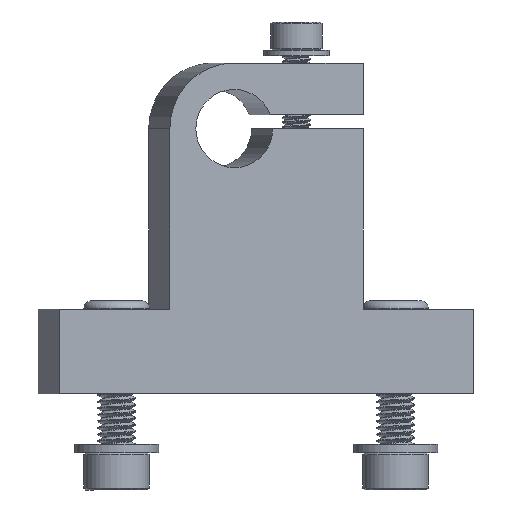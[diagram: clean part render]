
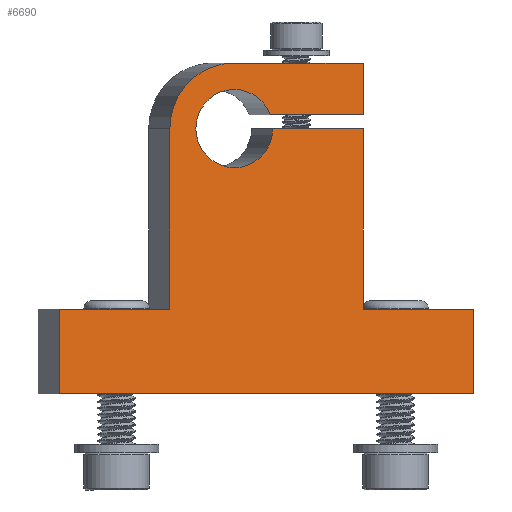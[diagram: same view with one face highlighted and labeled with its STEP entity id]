
A CAD part, left-side view. The second image highlights one B-rep face of the part: STEP entity #6690.
In plain terms, the highlighted face is planar.
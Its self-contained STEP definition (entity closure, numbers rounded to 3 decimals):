
#350=PLANE('',#7382);
#1004=LINE('',#22186,#1416);
#1007=LINE('',#22192,#1419);
#1030=LINE('',#22243,#1442);
#1039=LINE('',#22261,#1451);
#1042=LINE('',#22267,#1454);
#1052=LINE('',#22288,#1464);
#1092=LINE('',#22369,#1504);
#1103=LINE('',#22390,#1515);
#1126=LINE('',#22436,#1538);
#1166=LINE('',#22518,#1578);
#1178=LINE('',#22541,#1590);
#1416=VECTOR('',#8652,1.);
#1419=VECTOR('',#8657,1.);
#1442=VECTOR('',#8700,1.);
#1451=VECTOR('',#8715,1.);
#1454=VECTOR('',#8720,1.);
#1464=VECTOR('',#8732,1.);
#1504=VECTOR('',#8802,1.);
#1515=VECTOR('',#8815,1.);
#1538=VECTOR('',#8854,1.);
#1578=VECTOR('',#8928,1.);
#1590=VECTOR('',#8942,1.);
#2136=FACE_OUTER_BOUND('',#2530,.T.);
#2530=EDGE_LOOP('',(#6297,#6298,#6299,#6300,#6301,#6302,#6303,#6304,#6305,
#6306,#6307,#6308,#6309));
#2730=CIRCLE('',#7314,7.);
#2732=CIRCLE('',#7381,4.178);
#3238=VERTEX_POINT('',#22179);
#3241=VERTEX_POINT('',#22184);
#3243=VERTEX_POINT('',#22190);
#3260=VERTEX_POINT('',#22238);
#3261=VERTEX_POINT('',#22242);
#3265=VERTEX_POINT('',#22255);
#3267=VERTEX_POINT('',#22259);
#3269=VERTEX_POINT('',#22265);
#3278=VERTEX_POINT('',#22285);
#3305=VERTEX_POINT('',#22368);
#3314=VERTEX_POINT('',#22388);
#3328=VERTEX_POINT('',#22432);
#3354=VERTEX_POINT('',#22517);
#4151=EDGE_CURVE('',#3238,#3241,#1004,.T.);
#4154=EDGE_CURVE('',#3241,#3243,#1007,.T.);
#4178=EDGE_CURVE('',#3260,#3243,#2730,.T.);
#4179=EDGE_CURVE('',#3238,#3261,#1030,.T.);
#4188=EDGE_CURVE('',#3265,#3267,#1039,.T.);
#4191=EDGE_CURVE('',#3267,#3269,#1042,.T.);
#4201=EDGE_CURVE('',#3278,#3260,#1052,.T.);
#4241=EDGE_CURVE('',#3305,#3265,#1092,.T.);
#4252=EDGE_CURVE('',#3278,#3314,#1103,.T.);
#4275=EDGE_CURVE('',#3328,#3305,#1126,.T.);
#4315=EDGE_CURVE('',#3328,#3354,#1166,.T.);
#4327=EDGE_CURVE('',#3354,#3314,#1178,.T.);
#4360=EDGE_CURVE('',#3269,#3261,#2732,.T.);
#6297=ORIENTED_EDGE('',*,*,#4360,.T.);
#6298=ORIENTED_EDGE('',*,*,#4179,.F.);
#6299=ORIENTED_EDGE('',*,*,#4151,.T.);
#6300=ORIENTED_EDGE('',*,*,#4154,.T.);
#6301=ORIENTED_EDGE('',*,*,#4178,.F.);
#6302=ORIENTED_EDGE('',*,*,#4201,.F.);
#6303=ORIENTED_EDGE('',*,*,#4252,.T.);
#6304=ORIENTED_EDGE('',*,*,#4327,.F.);
#6305=ORIENTED_EDGE('',*,*,#4315,.F.);
#6306=ORIENTED_EDGE('',*,*,#4275,.T.);
#6307=ORIENTED_EDGE('',*,*,#4241,.T.);
#6308=ORIENTED_EDGE('',*,*,#4188,.T.);
#6309=ORIENTED_EDGE('',*,*,#4191,.T.);
#6690=ADVANCED_FACE('',(#2136),#350,.F.);
#7314=AXIS2_PLACEMENT_3D('',#22240,#8696,#8697);
#7381=AXIS2_PLACEMENT_3D('',#22606,#9010,#9011);
#7382=AXIS2_PLACEMENT_3D('',#22607,#9012,#9013);
#8652=DIRECTION('',(0.,0.,1.));
#8657=DIRECTION('',(0.,1.,0.));
#8696=DIRECTION('center_axis',(1.,0.,0.));
#8697=DIRECTION('ref_axis',(0.,1.,0.));
#8700=DIRECTION('',(0.,1.,0.));
#8715=DIRECTION('',(0.,0.,1.));
#8720=DIRECTION('',(0.,1.,0.));
#8732=DIRECTION('',(0.,0.,1.));
#8802=DIRECTION('',(0.,1.,0.));
#8815=DIRECTION('',(0.,1.,0.));
#8854=DIRECTION('',(0.,0.,1.));
#8928=DIRECTION('',(0.,1.,0.));
#8942=DIRECTION('',(0.,0.,1.));
#9010=DIRECTION('center_axis',(1.,0.,0.));
#9011=DIRECTION('ref_axis',(0.,1.,0.));
#9012=DIRECTION('center_axis',(1.,0.,0.));
#9013=DIRECTION('ref_axis',(0.,1.,0.));
#22179=CARTESIAN_POINT('',(23.5,-14.,29.83));
#22184=CARTESIAN_POINT('',(23.5,-14.,35.33));
#22186=CARTESIAN_POINT('',(23.5,-14.,28.33));
#22190=CARTESIAN_POINT('',(23.5,0.,35.33));
#22192=CARTESIAN_POINT('',(23.5,-14.,35.33));
#22238=CARTESIAN_POINT('',(23.5,7.,28.33));
#22240=CARTESIAN_POINT('Origin',(23.5,0.,28.33));
#22242=CARTESIAN_POINT('',(23.5,-3.9,29.83));
#22243=CARTESIAN_POINT('',(23.5,-22.5,29.83));
#22255=CARTESIAN_POINT('',(23.5,-14.,9.));
#22259=CARTESIAN_POINT('',(23.5,-14.,28.33));
#22261=CARTESIAN_POINT('',(23.5,-14.,0.));
#22265=CARTESIAN_POINT('',(23.5,-4.178,28.33));
#22267=CARTESIAN_POINT('',(23.5,-22.5,28.33));
#22285=CARTESIAN_POINT('',(23.5,7.,9.));
#22288=CARTESIAN_POINT('',(23.5,7.,0.));
#22368=CARTESIAN_POINT('',(23.5,-26.,9.));
#22369=CARTESIAN_POINT('',(23.5,-26.,9.));
#22388=CARTESIAN_POINT('',(23.5,19.,9.));
#22390=CARTESIAN_POINT('',(23.5,-26.,9.));
#22432=CARTESIAN_POINT('',(23.5,-26.,0.));
#22436=CARTESIAN_POINT('',(23.5,-26.,0.));
#22517=CARTESIAN_POINT('',(23.5,19.,0.));
#22518=CARTESIAN_POINT('',(23.5,-26.,0.));
#22541=CARTESIAN_POINT('',(23.5,19.,0.));
#22606=CARTESIAN_POINT('Origin',(23.5,0.,28.33));
#22607=CARTESIAN_POINT('Origin',(23.5,0.,28.33));
